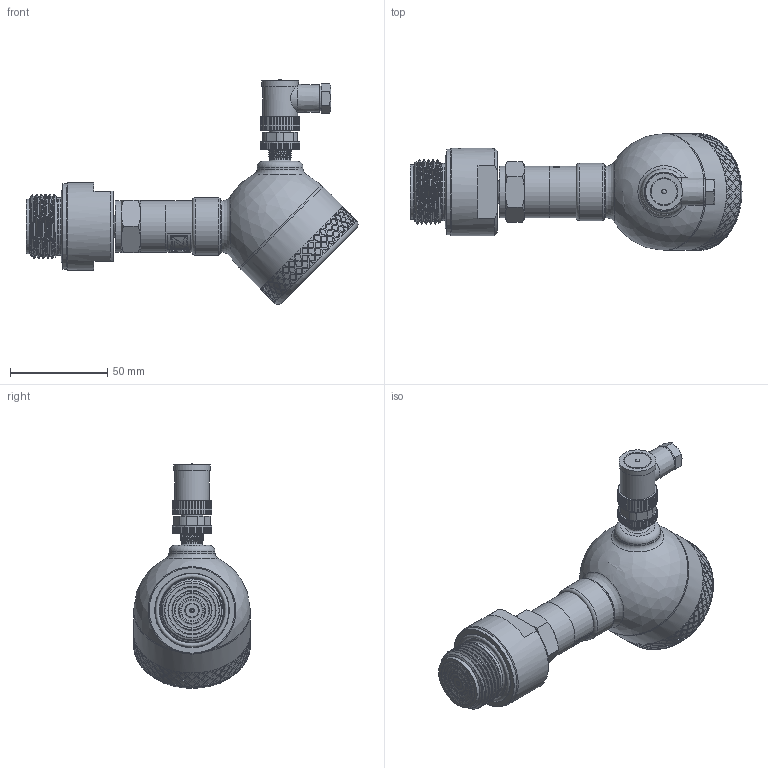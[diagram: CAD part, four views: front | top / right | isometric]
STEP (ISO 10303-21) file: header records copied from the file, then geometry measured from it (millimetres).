
FILE_DESCRIPTION(/* description */ (''),/* implementation_level */ '2;1');
FILE_NAME(/* name */ 'APZ3420mFH_G1DIN-flush_2.step',/* time_stamp */ '2021-07-07T16:12:51+03:00',/* author */ (''),/* organization */ (''),/* preprocessor_version */ 'ST-DEVELOPER v18.1',/* originating_system */ 'Autodesk Translation Framework v10.9.0.1377',/* authorisation */ '');
FILE_SCHEMA (('AUTOMOTIVE_DESIGN { 1 0 10303 214 3 1 1 }'));
Length unit declared in the file: millimetre
Products named in the file (8): АПЗ420М-полевойкорпус-
заполненный; Заполненный полевой 
корпус v13; Main body; Cover without display; M12x1 adapter; M12x1 female angular v10; G1\4EN; G1DIN diaphragm 28 v7 (1)
Assembly tree (7 placements, depth 3):
  АПЗ420М-полевойкорпус-
заполненный
    Заполненный полевой 
корпус v13
      Main body
      Cover without display
      M12x1 adapter
      M12x1 female angular v10
    G1\4EN
    G1DIN diaphragm 28 v7 (1)
Bounding box: 170.92 x 60.1 x 115.69 mm (x, y, z)
Volume: 290749.5 mm3; surface area: 49744.6 mm2
Topology: 9 solids, 9 shells, 1684 faces, 4180 edges, 2774 vertices
Faces by surface type: bspline 923, cylinder 506, plane 193, torus 32, cone 28, sphere 2
Full cylindrical faces by diameter (mm): 1 x4, 2 x1, 3.3 x1, 4 x1, 5 x3, 7 x1, 8 x1, 9.3 x1, 9.471 x2, 9.5 x2, 10.5 x2, 10.741 x7, 11 x1, 11.035 x4, 11.156 x1, 11.445 x4, 11.884 x6, 12.152 x4, 13 x1, 13.157 x9, 18 x1, 19 x1, 19.7 x1, 21.6 x1, 21.767 x1, 22.4 x1, 23.6 x1, 24.5 x2, 26.5 x2, 28 x1
Entity records: 79662 total; most frequent: CARTESIAN_POINT 46612, ORIENTED_EDGE 8356, EDGE_CURVE 4178, DIRECTION 3819, VERTEX_POINT 2774, B_SPLINE_CURVE_WITH_KNOTS 2661, EDGE_LOOP 1954, FACE_OUTER_BOUND 1684
